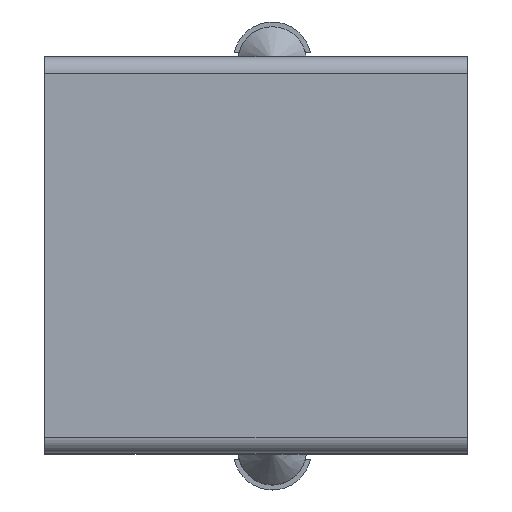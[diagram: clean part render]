
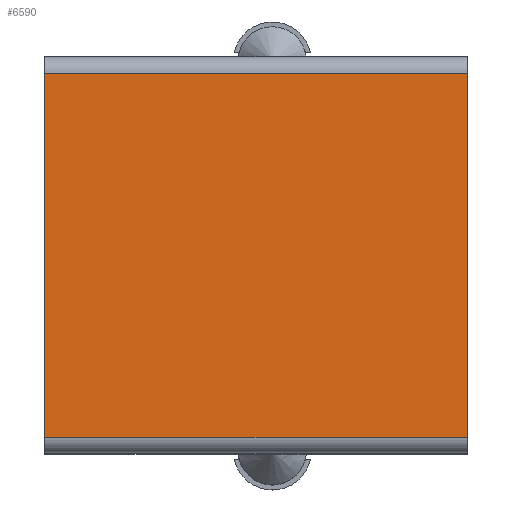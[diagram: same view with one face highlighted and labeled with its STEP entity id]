
A CAD part, top view. The second image highlights one B-rep face of the part: STEP entity #6590.
In plain terms, the highlighted planar face has unit normal (0, 0, 1).
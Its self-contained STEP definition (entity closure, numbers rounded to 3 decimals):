
#71 = CARTESIAN_POINT ( 'NONE',  ( -7., 6.1, 14.5 ) ) ;
#149 = CARTESIAN_POINT ( 'NONE',  ( 6., -5.6, 14.5 ) ) ;
#245 = LINE ( 'NONE', #71, #12522 ) ;
#524 = DIRECTION ( 'NONE',  ( 1., 0., 0. ) ) ;
#995 = VECTOR ( 'NONE', #7624, 1000. ) ;
#1045 = DIRECTION ( 'NONE',  ( 0., -1., 0. ) ) ;
#1106 = DIRECTION ( 'NONE',  ( 1., 0., 0. ) ) ;
#1300 = VECTOR ( 'NONE', #1106, 1000. ) ;
#1314 = LINE ( 'NONE', #6673, #995 ) ;
#1592 = AXIS2_PLACEMENT_3D ( 'NONE', #12130, #6390, #524 ) ;
#1627 = ORIENTED_EDGE ( 'NONE', *, *, #5634, .T. ) ;
#2649 = VERTEX_POINT ( 'NONE', #10568 ) ;
#3201 = CARTESIAN_POINT ( 'NONE',  ( -7., -5.6, 14.5 ) ) ;
#4676 = VECTOR ( 'NONE', #11550, 1000. ) ;
#4728 = CARTESIAN_POINT ( 'NONE',  ( 6., 5.6, 14.5 ) ) ;
#4764 = FACE_OUTER_BOUND ( 'NONE', #9213, .T. ) ;
#4768 = VERTEX_POINT ( 'NONE', #3201 ) ;
#5319 = VERTEX_POINT ( 'NONE', #9085 ) ;
#5546 = EDGE_CURVE ( 'NONE', #5319, #7694, #12366, .T. ) ;
#5634 = EDGE_CURVE ( 'NONE', #2649, #4768, #245, .T. ) ;
#6352 = ORIENTED_EDGE ( 'NONE', *, *, #5546, .T. ) ;
#6390 = DIRECTION ( 'NONE',  ( 0., 0., 1. ) ) ;
#6590 = ADVANCED_FACE ( 'NONE', ( #4764 ), #8264, .T. ) ;
#6673 = CARTESIAN_POINT ( 'NONE',  ( -7., 5.6, 14.5 ) ) ;
#7624 = DIRECTION ( 'NONE',  ( -1., 0., 0. ) ) ;
#7694 = VERTEX_POINT ( 'NONE', #4728 ) ;
#8187 = ORIENTED_EDGE ( 'NONE', *, *, #9819, .T. ) ;
#8264 = PLANE ( 'NONE',  #1592 ) ;
#8917 = ORIENTED_EDGE ( 'NONE', *, *, #9981, .T. ) ;
#9085 = CARTESIAN_POINT ( 'NONE',  ( 6., -5.6, 14.5 ) ) ;
#9213 = EDGE_LOOP ( 'NONE', ( #6352, #8187, #1627, #8917 ) ) ;
#9819 = EDGE_CURVE ( 'NONE', #7694, #2649, #1314, .T. ) ;
#9981 = EDGE_CURVE ( 'NONE', #4768, #5319, #11608, .T. ) ;
#10568 = CARTESIAN_POINT ( 'NONE',  ( -7., 5.6, 14.5 ) ) ;
#10577 = CARTESIAN_POINT ( 'NONE',  ( 6., 6.1, 14.5 ) ) ;
#11550 = DIRECTION ( 'NONE',  ( 0., 1., 0. ) ) ;
#11608 = LINE ( 'NONE', #149, #1300 ) ;
#12130 = CARTESIAN_POINT ( 'NONE',  ( -7., -6.1, 14.5 ) ) ;
#12366 = LINE ( 'NONE', #10577, #4676 ) ;
#12522 = VECTOR ( 'NONE', #1045, 1000. ) ;
